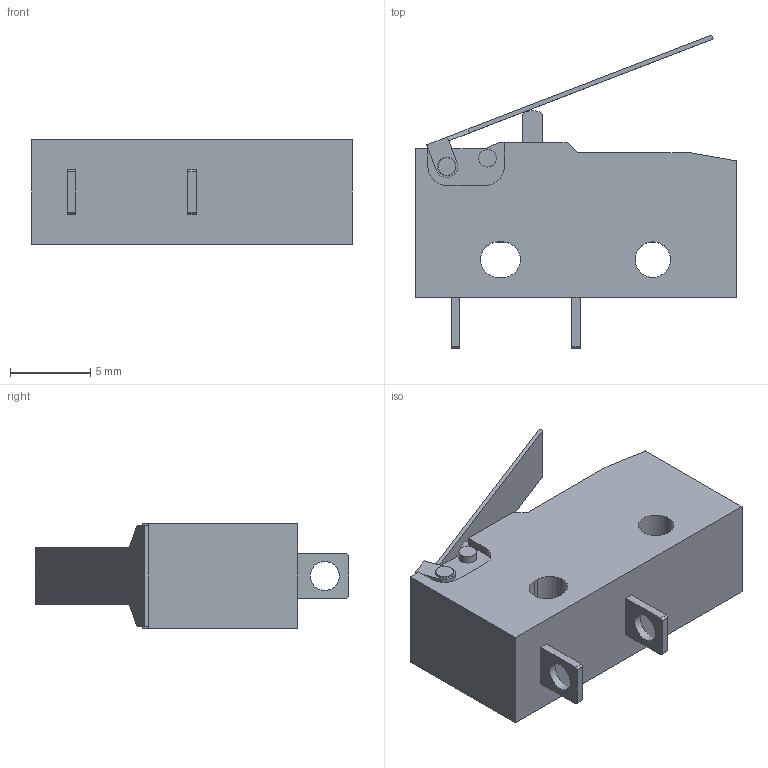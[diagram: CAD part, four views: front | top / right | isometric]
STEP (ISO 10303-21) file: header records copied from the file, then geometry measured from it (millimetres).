
FILE_DESCRIPTION(/* description */ (''),/* implementation_level */ '2;1');
FILE_NAME(/* name */ 'Limit Switch 7658K11_Subminiature Snap-Acting Switch v1.step',/* time_stamp */ '2022-04-06T19:44:30-04:00',/* author */ (''),/* organization */ (''),/* preprocessor_version */ 'ST-DEVELOPER v18.1',/* originating_system */ 'Autodesk Translation Framework v10.14.0.1471',/* authorisation */ '');
FILE_SCHEMA (('AUTOMOTIVE_DESIGN { 1 0 10303 214 3 1 1 }'));
Length unit declared in the file: inch
Products named in the file (1): Limit Switch 7658K11_Subminiature Snap-Acting Switch
Bounding box: 19.99 x 19.56 x 6.5 mm (x, y, z)
Volume: 1162.2 mm3; surface area: 1068.1 mm2
Topology: 3 solids, 3 shells, 81 faces, 202 edges, 134 vertices
Faces by surface type: plane 63, cylinder 18
Full cylindrical faces by diameter (mm): 1.092 x4, 1.143 x2, 1.803 x2, 2.21 x1
Entity records: 2453 total; most frequent: CARTESIAN_POINT 418, ORIENTED_EDGE 404, DIRECTION 402, EDGE_CURVE 202, LINE 166, VECTOR 166, VERTEX_POINT 134, AXIS2_PLACEMENT_3D 118
